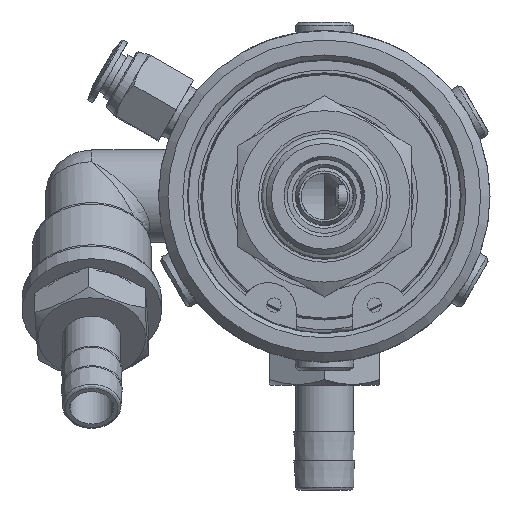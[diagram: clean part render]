
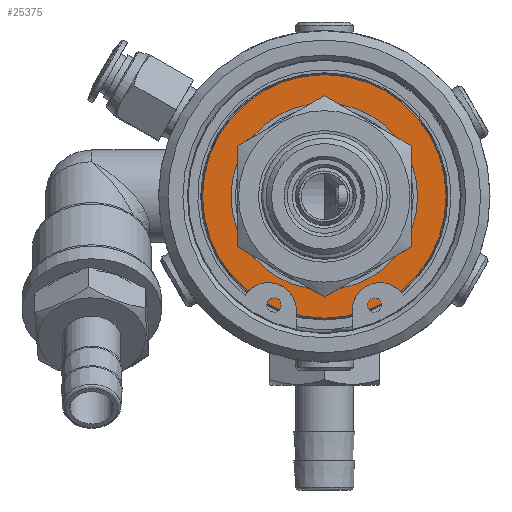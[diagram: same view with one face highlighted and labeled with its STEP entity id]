
A CAD part, left-side view. The second image highlights one B-rep face of the part: STEP entity #25375.
In plain terms, the highlighted planar face has unit normal (-1, 0, 0).
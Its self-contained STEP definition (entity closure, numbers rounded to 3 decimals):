
#25341=CARTESIAN_POINT('',(35.085,-16.05,0.));
#25342=VERTEX_POINT('',#25341);
#25343=CARTESIAN_POINT('',(35.085,0.0,0.));
#25344=DIRECTION('',(1.0,0.0,0.0));
#25345=DIRECTION('',(0.0,-1.0,0.0));
#25346=AXIS2_PLACEMENT_3D('',#25343,#25344,#25345);
#25347=CIRCLE('',#25346,16.05);
#25348=EDGE_CURVE('',#25342,#25342,#25347,.T.);
#25356=CARTESIAN_POINT('',(35.085,-18.5,0.));
#25357=DIRECTION('',(-1.0,0.0,0.0));
#25358=DIRECTION('',(0.0,1.0,0.0));
#25359=AXIS2_PLACEMENT_3D('',#25356,#25357,#25358);
#25360=PLANE('',#25359);
#25361=CARTESIAN_POINT('',(35.085,-20.95,0.));
#25362=VERTEX_POINT('',#25361);
#25363=CARTESIAN_POINT('',(35.085,0.0,0.));
#25364=DIRECTION('',(1.0,0.0,0.0));
#25365=DIRECTION('',(0.0,-1.0,0.0));
#25366=AXIS2_PLACEMENT_3D('',#25363,#25364,#25365);
#25367=CIRCLE('',#25366,20.95);
#25368=EDGE_CURVE('',#25362,#25362,#25367,.T.);
#25369=ORIENTED_EDGE('',*,*,#25368,.F.);
#25370=EDGE_LOOP('',(#25369));
#25371=FACE_OUTER_BOUND('',#25370,.T.);
#25372=ORIENTED_EDGE('',*,*,#25348,.T.);
#25373=EDGE_LOOP('',(#25372));
#25374=FACE_BOUND('',#25373,.T.);
#25375=ADVANCED_FACE('',(#25371,#25374),#25360,.T.);
